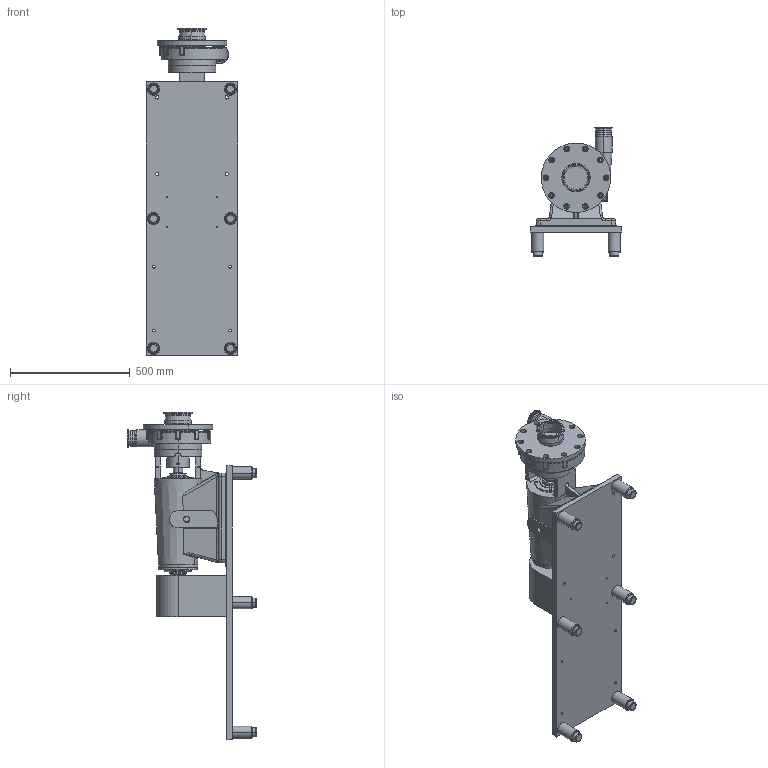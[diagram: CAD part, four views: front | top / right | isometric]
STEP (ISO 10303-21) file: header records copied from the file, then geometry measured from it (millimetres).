
FILE_DESCRIPTION (( 'STEP AP214' ), '1' );
FILE_NAME ('FPHP 3542 4 X 2.5 CLAMP 326TS ADJ LEGS.STEP', '2023-11-01T16:51:26', ( '' ), ( '' ), 'SwSTEP 2.0', 'SolidWorks 2023', '' );
FILE_SCHEMA (( 'AUTOMOTIVE_DESIGN' ));
Length unit declared in the file: millimetre
Products named in the file (6): 1275000137 4 x 2.5 clamp_4 x 2.5 clamp; 1713000953; 1165000029; FPHP 3542 4 X 2.5 CLAMP 326TS ADJ LEGS; 1713000012_large leg; 1235000035
Assembly tree (10 placements, depth 2):
  FPHP 3542 4 X 2.5 CLAMP 326TS ADJ LEGS
    1713000953
    1235000035
    1713000012_large leg  x6
    1165000029
    1275000137 4 x 2.5 clamp_4 x 2.5 clamp
Bounding box: 381 x 539.22 x 1366 mm (x, y, z)
Volume: 11636524.2 mm3; surface area: 2942903 mm2
Topology: 9 solids, 33 shells, 760 faces, 2054 edges, 1325 vertices
Faces by surface type: cylinder 338, plane 191, torus 92, cone 64, bspline 60, sphere 15
Entity records: 27663 total; most frequent: CARTESIAN_POINT 9511, DIRECTION 3947, ORIENTED_EDGE 3524, EDGE_CURVE 1942, AXIS2_PLACEMENT_3D 1612, VERTEX_POINT 1260, CIRCLE 953, EDGE_LOOP 854
